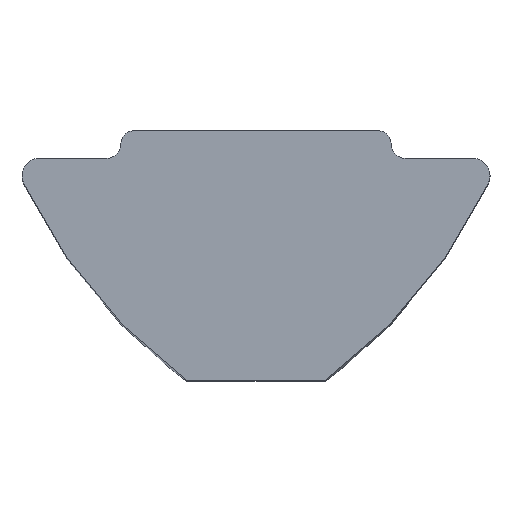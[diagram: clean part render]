
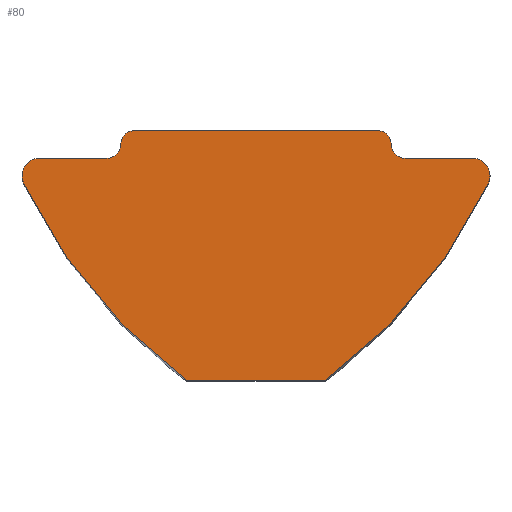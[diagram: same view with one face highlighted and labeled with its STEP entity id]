
A CAD part, top view. The second image highlights one B-rep face of the part: STEP entity #80.
In plain terms, the highlighted planar face has unit normal (0, 0, 1).
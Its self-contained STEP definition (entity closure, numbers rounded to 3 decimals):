
#80=ADVANCED_FACE('NONE',(#164),#165,.T.);
#164=FACE_OUTER_BOUND('',#248,.T.);
#165=PLANE('',#249);
#248=EDGE_LOOP('',(#418,#419,#420,#421,#422,#423,#424,#425,#426,#427,#428,#429,#430,#431));
#249=AXIS2_PLACEMENT_3D('',#432,#433,#434);
#418=ORIENTED_EDGE('',*,*,#586,.T.);
#419=ORIENTED_EDGE('',*,*,#594,.T.);
#420=ORIENTED_EDGE('',*,*,#595,.T.);
#421=ORIENTED_EDGE('',*,*,#588,.T.);
#422=ORIENTED_EDGE('',*,*,#596,.T.);
#423=ORIENTED_EDGE('',*,*,#597,.T.);
#424=ORIENTED_EDGE('',*,*,#559,.T.);
#425=ORIENTED_EDGE('',*,*,#564,.T.);
#426=ORIENTED_EDGE('',*,*,#544,.T.);
#427=ORIENTED_EDGE('',*,*,#567,.T.);
#428=ORIENTED_EDGE('',*,*,#552,.T.);
#429=ORIENTED_EDGE('',*,*,#579,.T.);
#430=ORIENTED_EDGE('',*,*,#581,.T.);
#431=ORIENTED_EDGE('',*,*,#524,.T.);
#432=CARTESIAN_POINT('',(-6.25,-1.3,22.0));
#433=DIRECTION('',(0.0,0.0,1.0));
#434=DIRECTION('',(1.0,-0.0,0.0));
#524=EDGE_CURVE('NONE',#618,#622,#624,.T.);
#544=EDGE_CURVE('NONE',#658,#659,#660,.T.);
#552=EDGE_CURVE('NONE',#667,#671,#673,.T.);
#559=EDGE_CURVE('NONE',#683,#684,#685,.T.);
#564=EDGE_CURVE('NONE',#684,#658,#692,.T.);
#567=EDGE_CURVE('NONE',#659,#667,#695,.T.);
#579=EDGE_CURVE('NONE',#671,#709,#711,.T.);
#581=EDGE_CURVE('NONE',#709,#618,#713,.T.);
#586=EDGE_CURVE('NONE',#622,#718,#720,.T.);
#588=EDGE_CURVE('NONE',#722,#723,#724,.T.);
#594=EDGE_CURVE('NONE',#718,#732,#733,.T.);
#595=EDGE_CURVE('NONE',#732,#722,#734,.T.);
#596=EDGE_CURVE('NONE',#723,#735,#736,.T.);
#597=EDGE_CURVE('NONE',#735,#683,#737,.T.);
#618=VERTEX_POINT('',#760);
#622=VERTEX_POINT('NONE',#765);
#624=CIRCLE('',#768,0.5);
#658=VERTEX_POINT('NONE',#825);
#659=VERTEX_POINT('NONE',#826);
#660=CIRCLE('',#827,0.5);
#667=VERTEX_POINT('NONE',#836);
#671=VERTEX_POINT('NONE',#841);
#673=LINE('',#844,#845);
#683=VERTEX_POINT('NONE',#857);
#684=VERTEX_POINT('NONE',#858);
#685=LINE('',#859,#860);
#692=CIRCLE('',#870,0.5);
#695=CIRCLE('',#873,15.0);
#709=VERTEX_POINT('NONE',#907);
#711=CIRCLE('',#910,15.0);
#713=CIRCLE('',#912,0.5);
#718=VERTEX_POINT('NONE',#918);
#720=LINE('',#921,#922);
#722=VERTEX_POINT('NONE',#924);
#723=VERTEX_POINT('NONE',#925);
#724=LINE('',#926,#927);
#732=VERTEX_POINT('NONE',#938);
#733=CIRCLE('',#939,0.4);
#734=CIRCLE('',#940,0.4);
#735=VERTEX_POINT('NONE',#941);
#736=CIRCLE('',#942,0.4);
#737=CIRCLE('',#943,0.4);
#760=CARTESIAN_POINT('',(6.75,-1.3,22.0));
#765=CARTESIAN_POINT('',(6.25,-0.8,22.0));
#768=AXIS2_PLACEMENT_3D('',#971,#972,#973);
#825=CARTESIAN_POINT('',(-6.75,-1.3,22.0));
#826=CARTESIAN_POINT('',(-6.702,-1.514,22.0));
#827=AXIS2_PLACEMENT_3D('',#998,#999,#1000);
#836=CARTESIAN_POINT('',(-2.0,-7.2,22.0));
#841=CARTESIAN_POINT('',(2.0,-7.2,22.0));
#844=CARTESIAN_POINT('',(-2.0,-7.2,22.0));
#845=VECTOR('',#1011,1000.0);
#857=CARTESIAN_POINT('',(-4.3,-0.8,22.0));
#858=CARTESIAN_POINT('',(-6.25,-0.8,22.0));
#859=CARTESIAN_POINT('',(-3.9,-0.8,22.0));
#860=VECTOR('',#1020,1000.0);
#870=AXIS2_PLACEMENT_3D('',#1024,#1025,#1026);
#873=AXIS2_PLACEMENT_3D('',#1030,#1031,#1032);
#907=CARTESIAN_POINT('',(6.702,-1.514,22.0));
#910=AXIS2_PLACEMENT_3D('',#1043,#1044,#1045);
#912=AXIS2_PLACEMENT_3D('',#1046,#1047,#1048);
#918=CARTESIAN_POINT('',(4.3,-0.8,22.0));
#921=CARTESIAN_POINT('',(3.9,-0.8,22.0));
#922=VECTOR('',#1054,1000.0);
#924=CARTESIAN_POINT('',(3.5,0.,22.0));
#925=CARTESIAN_POINT('',(-3.5,0.,22.0));
#926=CARTESIAN_POINT('',(3.9,0.,22.0));
#927=VECTOR('',#1055,1000.0);
#938=CARTESIAN_POINT('',(3.9,-0.4,22.0));
#939=AXIS2_PLACEMENT_3D('',#1062,#1063,#1064);
#940=AXIS2_PLACEMENT_3D('',#1065,#1066,#1067);
#941=CARTESIAN_POINT('',(-3.9,-0.4,22.0));
#942=AXIS2_PLACEMENT_3D('',#1068,#1069,#1070);
#943=AXIS2_PLACEMENT_3D('',#1071,#1072,#1073);
#971=CARTESIAN_POINT('',(6.25,-1.3,22.0));
#972=DIRECTION('',(0.0,0.0,1.0));
#973=DIRECTION('',(-1.0,0.0,0.0));
#998=CARTESIAN_POINT('',(-6.25,-1.3,22.0));
#999=DIRECTION('',(0.0,0.0,1.0));
#1000=DIRECTION('',(1.0,0.0,0.0));
#1011=DIRECTION('',(1.0,0.,0.0));
#1020=DIRECTION('',(-1.0,0.,0.0));
#1024=CARTESIAN_POINT('',(-6.25,-1.3,22.0));
#1025=DIRECTION('',(0.0,0.0,1.0));
#1026=DIRECTION('',(1.0,0.0,0.0));
#1030=CARTESIAN_POINT('',(6.854,4.908,22.0));
#1031=DIRECTION('',(0.0,0.0,1.0));
#1032=DIRECTION('',(1.0,0.0,0.0));
#1043=CARTESIAN_POINT('',(-6.854,4.908,22.0));
#1044=DIRECTION('',(0.0,0.0,1.0));
#1045=DIRECTION('',(-1.0,0.0,0.0));
#1046=CARTESIAN_POINT('',(6.25,-1.3,22.0));
#1047=DIRECTION('',(0.0,0.0,1.0));
#1048=DIRECTION('',(-1.0,0.0,0.0));
#1054=DIRECTION('',(-1.0,0.,-0.0));
#1055=DIRECTION('',(-1.0,0.,0.0));
#1062=CARTESIAN_POINT('',(4.3,-0.4,22.0));
#1063=DIRECTION('',(0.0,0.0,-1.0));
#1064=DIRECTION('',(1.0,0.0,0.0));
#1065=CARTESIAN_POINT('',(3.5,-0.4,22.0));
#1066=DIRECTION('',(0.0,0.0,1.0));
#1067=DIRECTION('',(1.0,0.0,0.0));
#1068=CARTESIAN_POINT('',(-3.5,-0.4,22.0));
#1069=DIRECTION('',(0.0,0.0,1.0));
#1070=DIRECTION('',(1.0,0.0,0.0));
#1071=CARTESIAN_POINT('',(-4.3,-0.4,22.0));
#1072=DIRECTION('',(0.0,0.0,-1.0));
#1073=DIRECTION('',(1.0,0.0,0.0));
